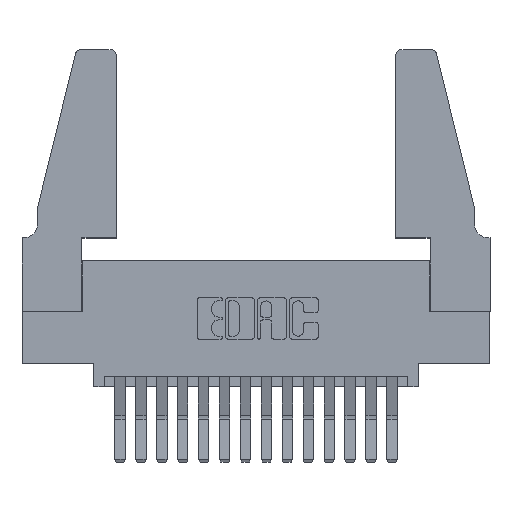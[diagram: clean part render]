
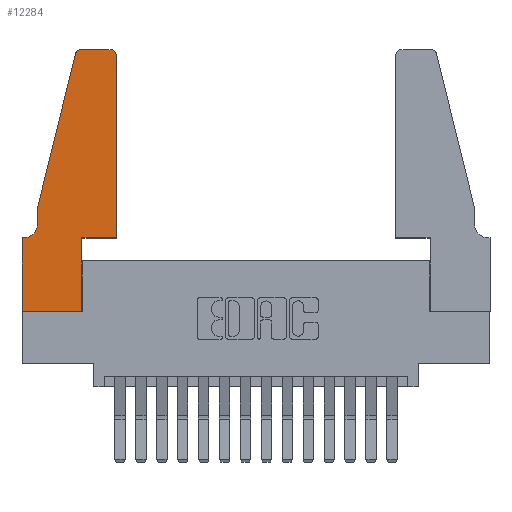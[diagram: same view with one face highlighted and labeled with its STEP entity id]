
A CAD part, top view. The second image highlights one B-rep face of the part: STEP entity #12284.
In plain terms, the highlighted planar face has unit normal (0, 0, 1).
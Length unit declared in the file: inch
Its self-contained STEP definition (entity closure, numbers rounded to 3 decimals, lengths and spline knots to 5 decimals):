
#193 = DIRECTION ( 'NONE',  ( 0., 1., 0. ) ) ;
#213 = EDGE_CURVE ( 'NONE', #7691, #990, #14898, .T. ) ;
#283 = EDGE_CURVE ( 'NONE', #17064, #4870, #14491, .T. ) ;
#557 = CARTESIAN_POINT ( 'NONE',  ( 0., 0., 0.37 ) ) ;
#589 = CARTESIAN_POINT ( 'NONE',  ( 0.4505, 0.35, 0.37 ) ) ;
#626 = LINE ( 'NONE', #13509, #7433 ) ;
#990 = VERTEX_POINT ( 'NONE', #2606 ) ;
#1217 = VECTOR ( 'NONE', #193, 39.37008 ) ;
#1582 = DIRECTION ( 'NONE',  ( -0.239, -0.971, 0. ) ) ;
#1676 = EDGE_CURVE ( 'NONE', #4870, #6742, #15054, .T. ) ;
#1944 = EDGE_CURVE ( 'NONE', #16819, #3159, #10883, .T. ) ;
#2017 = CARTESIAN_POINT ( 'NONE',  ( 0.0055, 0.35, 0.37 ) ) ;
#2044 = DIRECTION ( 'NONE',  ( 1., 0., 0. ) ) ;
#2209 = ORIENTED_EDGE ( 'NONE', *, *, #1676, .T. ) ;
#2386 = CARTESIAN_POINT ( 'NONE',  ( 0.4205, 1.25, 0.37 ) ) ;
#2606 = CARTESIAN_POINT ( 'NONE',  ( 0.2865, 0., 0.37 ) ) ;
#3106 = DIRECTION ( 'NONE',  ( 1., 0., 0. ) ) ;
#3159 = VERTEX_POINT ( 'NONE', #2017 ) ;
#3566 = VERTEX_POINT ( 'NONE', #15110 ) ;
#3692 = CARTESIAN_POINT ( 'NONE',  ( 0.0755, 0.35, 0.37 ) ) ;
#4129 = VECTOR ( 'NONE', #9312, 39.37008 ) ;
#4189 = ORIENTED_EDGE ( 'NONE', *, *, #213, .T. ) ;
#4352 = ORIENTED_EDGE ( 'NONE', *, *, #14686, .T. ) ;
#4500 = CARTESIAN_POINT ( 'NONE',  ( 0.4505, 0.35, 0.37 ) ) ;
#4728 = VECTOR ( 'NONE', #3106, 39.37008 ) ;
#4773 = VECTOR ( 'NONE', #8207, 39.37008 ) ;
#4870 = VERTEX_POINT ( 'NONE', #2386 ) ;
#4946 = CIRCLE ( 'NONE', #15914, 0.03 ) ;
#4965 = ORIENTED_EDGE ( 'NONE', *, *, #1944, .T. ) ;
#5156 = EDGE_CURVE ( 'NONE', #12953, #16819, #12660, .T. ) ;
#5615 = EDGE_CURVE ( 'NONE', #3159, #16494, #16172, .T. ) ;
#5761 = EDGE_CURVE ( 'NONE', #16494, #7691, #8697, .T. ) ;
#5895 = VERTEX_POINT ( 'NONE', #10741 ) ;
#5951 = CARTESIAN_POINT ( 'NONE',  ( 0.0055, 0.42, 0.37 ) ) ;
#6041 = AXIS2_PLACEMENT_3D ( 'NONE', #5951, #11016, #12399 ) ;
#6071 = DIRECTION ( 'NONE',  ( 0., 0., 1. ) ) ;
#6306 = ORIENTED_EDGE ( 'NONE', *, *, #6611, .T. ) ;
#6485 = CARTESIAN_POINT ( 'NONE',  ( 0.4505, 0.35, 0.37 ) ) ;
#6611 = EDGE_CURVE ( 'NONE', #990, #3566, #13203, .T. ) ;
#6742 = VERTEX_POINT ( 'NONE', #13799 ) ;
#6813 = VECTOR ( 'NONE', #16287, 39.37008 ) ;
#6845 = ORIENTED_EDGE ( 'NONE', *, *, #8798, .T. ) ;
#6865 = CARTESIAN_POINT ( 'NONE',  ( 0.4505, 1.22, 0.37 ) ) ;
#7300 = EDGE_LOOP ( 'NONE', ( #2209, #6845, #4352, #15381, #4965, #15082, #16544, #4189, #6306, #8424, #7959, #16376 ) ) ;
#7365 = VERTEX_POINT ( 'NONE', #4500 ) ;
#7433 = VECTOR ( 'NONE', #1582, 39.37008 ) ;
#7450 = CARTESIAN_POINT ( 'NONE',  ( 0.0755, 0.42, 0.37 ) ) ;
#7691 = VERTEX_POINT ( 'NONE', #9037 ) ;
#7758 = VECTOR ( 'NONE', #7940, 39.37008 ) ;
#7787 = CARTESIAN_POINT ( 'NONE',  ( 0., 0., 0.37 ) ) ;
#7940 = DIRECTION ( 'NONE',  ( 0., 1., 0. ) ) ;
#7954 = AXIS2_PLACEMENT_3D ( 'NONE', #13351, #13401, #11954 ) ;
#7959 = ORIENTED_EDGE ( 'NONE', *, *, #8431, .T. ) ;
#8207 = DIRECTION ( 'NONE',  ( 0., -1., 0. ) ) ;
#8424 = ORIENTED_EDGE ( 'NONE', *, *, #16690, .T. ) ;
#8431 = EDGE_CURVE ( 'NONE', #7365, #17064, #15672, .T. ) ;
#8697 = LINE ( 'NONE', #7787, #4129 ) ;
#8798 = EDGE_CURVE ( 'NONE', #6742, #5895, #4946, .T. ) ;
#9037 = CARTESIAN_POINT ( 'NONE',  ( 0., 0., 0.37 ) ) ;
#9312 = DIRECTION ( 'NONE',  ( 0., -1., 0. ) ) ;
#9326 = CARTESIAN_POINT ( 'NONE',  ( 0.0755, 0.5, 0.37 ) ) ;
#10741 = CARTESIAN_POINT ( 'NONE',  ( 0.25487, 1.22718, 0.37 ) ) ;
#10883 = CIRCLE ( 'NONE', #6041, 0.07 ) ;
#11016 = DIRECTION ( 'NONE',  ( 0., 0., -1. ) ) ;
#11278 = DIRECTION ( 'NONE',  ( 1., 0., 0. ) ) ;
#11506 = CARTESIAN_POINT ( 'NONE',  ( 0.4205, 1.22, 0.37 ) ) ;
#11674 = DIRECTION ( 'NONE',  ( -1., 0., 0. ) ) ;
#11954 = DIRECTION ( 'NONE',  ( 1., 0., 0. ) ) ;
#12284 = ADVANCED_FACE ( 'NONE', ( #12946 ), #13461, .T. ) ;
#12399 = DIRECTION ( 'NONE',  ( -1., 0., 0. ) ) ;
#12641 = VECTOR ( 'NONE', #12779, 39.37008 ) ;
#12642 = CARTESIAN_POINT ( 'NONE',  ( 0.2605, 1.25, 0.37 ) ) ;
#12660 = LINE ( 'NONE', #9326, #4773 ) ;
#12779 = DIRECTION ( 'NONE',  ( -1., 0., 0. ) ) ;
#12946 = FACE_OUTER_BOUND ( 'NONE', #7300, .T. ) ;
#12953 = VERTEX_POINT ( 'NONE', #13982 ) ;
#13203 = LINE ( 'NONE', #16231, #1217 ) ;
#13351 = CARTESIAN_POINT ( 'NONE',  ( 0., 0.35, 0.37 ) ) ;
#13401 = DIRECTION ( 'NONE',  ( 0., 0., 1. ) ) ;
#13461 = PLANE ( 'NONE',  #7954 ) ;
#13509 = CARTESIAN_POINT ( 'NONE',  ( 0.0755, 0.5, 0.37 ) ) ;
#13799 = CARTESIAN_POINT ( 'NONE',  ( 0.284, 1.25, 0.37 ) ) ;
#13982 = CARTESIAN_POINT ( 'NONE',  ( 0.0755, 0.5, 0.37 ) ) ;
#14491 = CIRCLE ( 'NONE', #16254, 0.03 ) ;
#14564 = CARTESIAN_POINT ( 'NONE',  ( 0., 0.35, 0.37 ) ) ;
#14686 = EDGE_CURVE ( 'NONE', #5895, #12953, #626, .T. ) ;
#14898 = LINE ( 'NONE', #557, #4728 ) ;
#15054 = LINE ( 'NONE', #12642, #16089 ) ;
#15082 = ORIENTED_EDGE ( 'NONE', *, *, #5615, .T. ) ;
#15110 = CARTESIAN_POINT ( 'NONE',  ( 0.2865, 0.35, 0.37 ) ) ;
#15134 = LINE ( 'NONE', #589, #6813 ) ;
#15281 = DIRECTION ( 'NONE',  ( 0., 0., 1. ) ) ;
#15381 = ORIENTED_EDGE ( 'NONE', *, *, #5156, .T. ) ;
#15672 = LINE ( 'NONE', #6485, #7758 ) ;
#15914 = AXIS2_PLACEMENT_3D ( 'NONE', #16699, #6071, #2044 ) ;
#16089 = VECTOR ( 'NONE', #11674, 39.37008 ) ;
#16172 = LINE ( 'NONE', #3692, #12641 ) ;
#16231 = CARTESIAN_POINT ( 'NONE',  ( 0.2865, 0.35, 0.37 ) ) ;
#16254 = AXIS2_PLACEMENT_3D ( 'NONE', #11506, #15281, #11278 ) ;
#16287 = DIRECTION ( 'NONE',  ( 1., 0., 0. ) ) ;
#16376 = ORIENTED_EDGE ( 'NONE', *, *, #283, .T. ) ;
#16494 = VERTEX_POINT ( 'NONE', #14564 ) ;
#16544 = ORIENTED_EDGE ( 'NONE', *, *, #5761, .T. ) ;
#16690 = EDGE_CURVE ( 'NONE', #3566, #7365, #15134, .T. ) ;
#16699 = CARTESIAN_POINT ( 'NONE',  ( 0.284, 1.22, 0.37 ) ) ;
#16819 = VERTEX_POINT ( 'NONE', #7450 ) ;
#17064 = VERTEX_POINT ( 'NONE', #6865 ) ;
